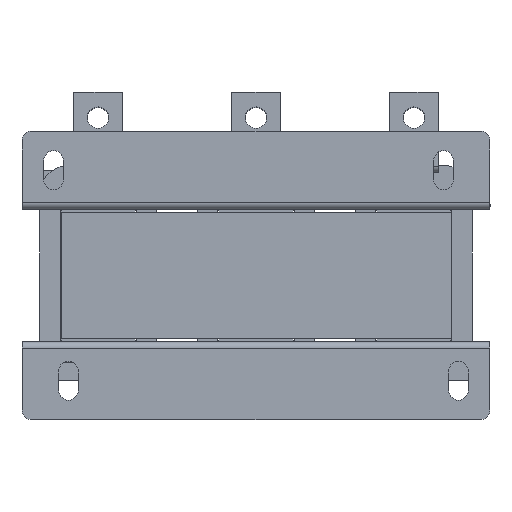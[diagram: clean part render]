
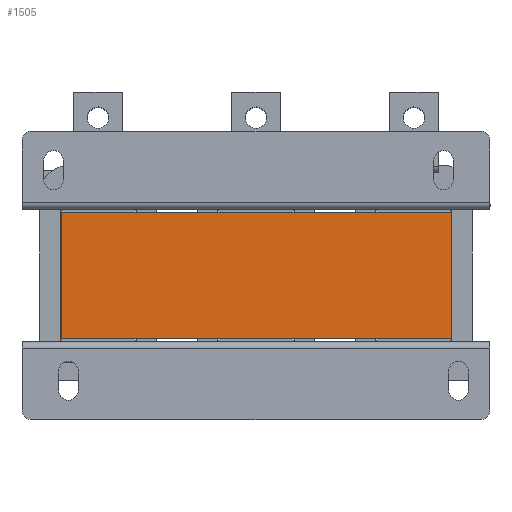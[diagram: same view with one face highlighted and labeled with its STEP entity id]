
A CAD part, front view. The second image highlights one B-rep face of the part: STEP entity #1505.
In plain terms, the highlighted planar face has unit normal (0, -1, 0).
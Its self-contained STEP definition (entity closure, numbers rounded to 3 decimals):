
#33 = LINE ( 'NONE', #4611, #2143 ) ;
#87 = LINE ( 'NONE', #6490, #4811 ) ;
#217 = EDGE_CURVE ( 'NONE', #404, #3642, #1851, .T. ) ;
#404 = VERTEX_POINT ( 'NONE', #875 ) ;
#708 = CARTESIAN_POINT ( 'NONE',  ( 100., -19., 65. ) ) ;
#813 = ORIENTED_EDGE ( 'NONE', *, *, #2810, .F. ) ;
#875 = CARTESIAN_POINT ( 'NONE',  ( -100., -19., 65. ) ) ;
#918 = EDGE_CURVE ( 'NONE', #404, #2220, #33, .T. ) ;
#1059 = DIRECTION ( 'NONE',  ( 0., 0., 1. ) ) ;
#1272 = ORIENTED_EDGE ( 'NONE', *, *, #6630, .T. ) ;
#1299 = DIRECTION ( 'NONE',  ( 1., 0., 0. ) ) ;
#1505 = ADVANCED_FACE ( 'NONE', ( #2070 ), #4726, .F. ) ;
#1750 = LINE ( 'NONE', #708, #5427 ) ;
#1851 = LINE ( 'NONE', #3877, #6701 ) ;
#2070 = FACE_OUTER_BOUND ( 'NONE', #4341, .T. ) ;
#2143 = VECTOR ( 'NONE', #2145, 1000. ) ;
#2145 = DIRECTION ( 'NONE',  ( 1., 0., 0. ) ) ;
#2220 = VERTEX_POINT ( 'NONE', #6259 ) ;
#2225 = ORIENTED_EDGE ( 'NONE', *, *, #217, .T. ) ;
#2810 = EDGE_CURVE ( 'NONE', #2220, #4402, #1750, .T. ) ;
#3475 = ORIENTED_EDGE ( 'NONE', *, *, #918, .F. ) ;
#3613 = DIRECTION ( 'NONE',  ( 0., 1., 0. ) ) ;
#3642 = VERTEX_POINT ( 'NONE', #4609 ) ;
#3725 = CARTESIAN_POINT ( 'NONE',  ( 100., -19., 0. ) ) ;
#3877 = CARTESIAN_POINT ( 'NONE',  ( -100., -19., 65. ) ) ;
#4341 = EDGE_LOOP ( 'NONE', ( #1272, #813, #3475, #2225 ) ) ;
#4402 = VERTEX_POINT ( 'NONE', #3725 ) ;
#4609 = CARTESIAN_POINT ( 'NONE',  ( -100., -19., 0. ) ) ;
#4611 = CARTESIAN_POINT ( 'NONE',  ( -100., -19., 65. ) ) ;
#4726 = PLANE ( 'NONE',  #6760 ) ;
#4811 = VECTOR ( 'NONE', #1299, 1000. ) ;
#4927 = DIRECTION ( 'NONE',  ( 0., 0., -1. ) ) ;
#4948 = DIRECTION ( 'NONE',  ( 0., 0., -1. ) ) ;
#5427 = VECTOR ( 'NONE', #4927, 1000. ) ;
#5783 = CARTESIAN_POINT ( 'NONE',  ( -100., -19., 65. ) ) ;
#6259 = CARTESIAN_POINT ( 'NONE',  ( 100., -19., 65. ) ) ;
#6490 = CARTESIAN_POINT ( 'NONE',  ( -100., -19., 0. ) ) ;
#6630 = EDGE_CURVE ( 'NONE', #3642, #4402, #87, .T. ) ;
#6701 = VECTOR ( 'NONE', #4948, 1000. ) ;
#6760 = AXIS2_PLACEMENT_3D ( 'NONE', #5783, #3613, #1059 ) ;
